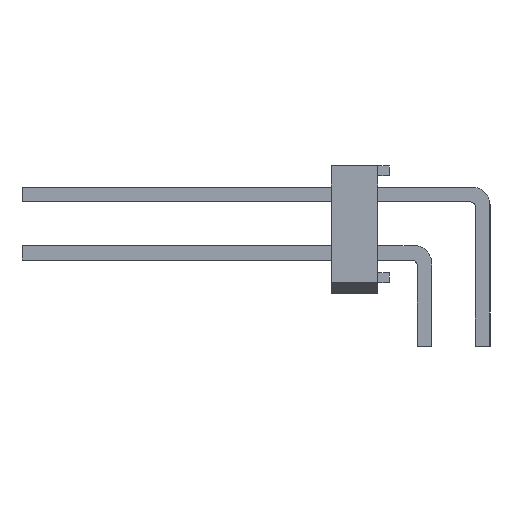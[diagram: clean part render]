
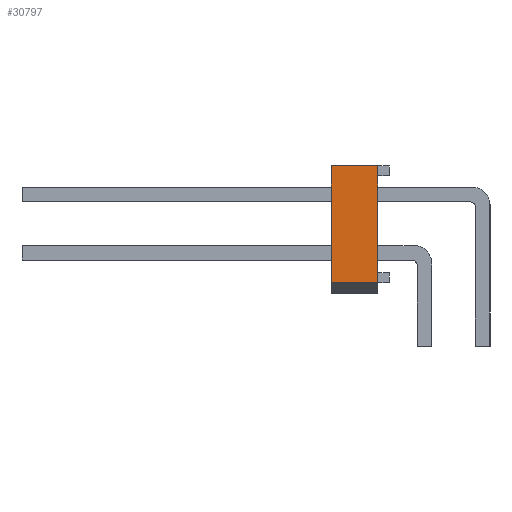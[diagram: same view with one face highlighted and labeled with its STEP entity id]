
A CAD part, left-side view. The second image highlights one B-rep face of the part: STEP entity #30797.
In plain terms, the highlighted face is planar.
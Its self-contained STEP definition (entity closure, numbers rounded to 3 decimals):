
#16484 = VERTEX_POINT('',#16485);
#16485 = CARTESIAN_POINT('',(30.48,2.54,-2.54));
#16491 = EDGE_CURVE('',#16484,#16492,#16494,.T.);
#16492 = VERTEX_POINT('',#16493);
#16493 = CARTESIAN_POINT('',(30.48,0.508,-2.54));
#16494 = LINE('',#16495,#16496);
#16495 = CARTESIAN_POINT('',(30.48,2.54,-2.54));
#16496 = VECTOR('',#16497,1.);
#16497 = DIRECTION('',(0.,-1.,0.));
#30762 = VERTEX_POINT('',#30763);
#30763 = CARTESIAN_POINT('',(30.48,0.508,2.54));
#30771 = EDGE_CURVE('',#30772,#30762,#30774,.T.);
#30772 = VERTEX_POINT('',#30773);
#30773 = CARTESIAN_POINT('',(30.48,2.54,2.54));
#30774 = LINE('',#30775,#30776);
#30775 = CARTESIAN_POINT('',(30.48,2.54,2.54));
#30776 = VECTOR('',#30777,1.);
#30777 = DIRECTION('',(0.,-1.,0.));
#30797 = ADVANCED_FACE('',(#30798),#30814,.F.);
#30798 = FACE_BOUND('',#30799,.T.);
#30799 = EDGE_LOOP('',(#30800,#30806,#30807,#30813));
#30800 = ORIENTED_EDGE('',*,*,#30801,.F.);
#30801 = EDGE_CURVE('',#16492,#30762,#30802,.T.);
#30802 = LINE('',#30803,#30804);
#30803 = CARTESIAN_POINT('',(30.48,0.508,2.54));
#30804 = VECTOR('',#30805,1.);
#30805 = DIRECTION('',(0.,0.,1.));
#30806 = ORIENTED_EDGE('',*,*,#16491,.F.);
#30807 = ORIENTED_EDGE('',*,*,#30808,.F.);
#30808 = EDGE_CURVE('',#30772,#16484,#30809,.T.);
#30809 = LINE('',#30810,#30811);
#30810 = CARTESIAN_POINT('',(30.48,2.54,2.54));
#30811 = VECTOR('',#30812,1.);
#30812 = DIRECTION('',(0.,0.,-1.));
#30813 = ORIENTED_EDGE('',*,*,#30771,.T.);
#30814 = PLANE('',#30815);
#30815 = AXIS2_PLACEMENT_3D('',#30816,#30817,#30818);
#30816 = CARTESIAN_POINT('',(30.48,2.54,2.54));
#30817 = DIRECTION('',(-1.,0.,0.));
#30818 = DIRECTION('',(0.,0.,1.));
